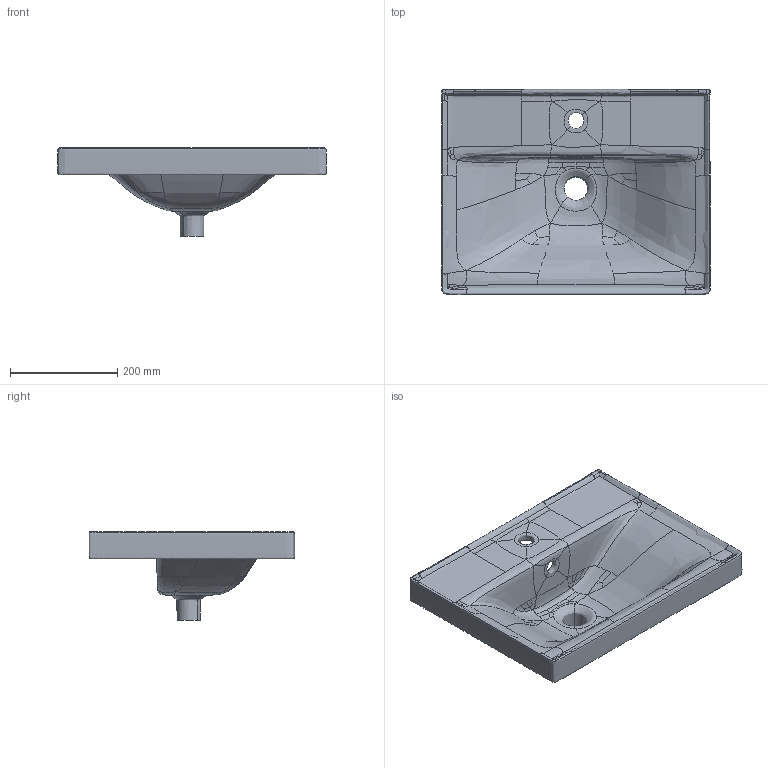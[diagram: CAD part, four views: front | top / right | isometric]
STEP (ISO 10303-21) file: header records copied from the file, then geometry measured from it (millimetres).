
FILE_DESCRIPTION(/* description */ (''),/* implementation_level */ '2;1');
FILE_NAME(/* name */ '2050',/* time_stamp */ '2024-12-16T18:31:29+03:00',/* author */ (''),/* organization */ (''),/* preprocessor_version */ 'ST-DEVELOPER v16.5',/* originating_system */ '',/* authorisation */ '');
FILE_SCHEMA (('AUTOMOTIVE_DESIGN_CC2'));
Length unit declared in the file: millimetre
Products named in the file (1): Document
Bounding box: 499.99 x 382 x 164.52 mm (x, y, z)
Surface area: 338864.2 mm2 (no closed solid volume)
Topology: 0 solids, 1 shells, 135 faces, 340 edges, 203 vertices
Faces by surface type: bspline 135
Entity records: 20738 total; most frequent: CARTESIAN_POINT 18620, ORIENTED_EDGE 670, EDGE_CURVE 340, B_SPLINE_CURVE_WITH_KNOTS 340, VERTEX_POINT 203, ADVANCED_FACE 135, FACE_OUTER_BOUND 135, EDGE_LOOP 135
